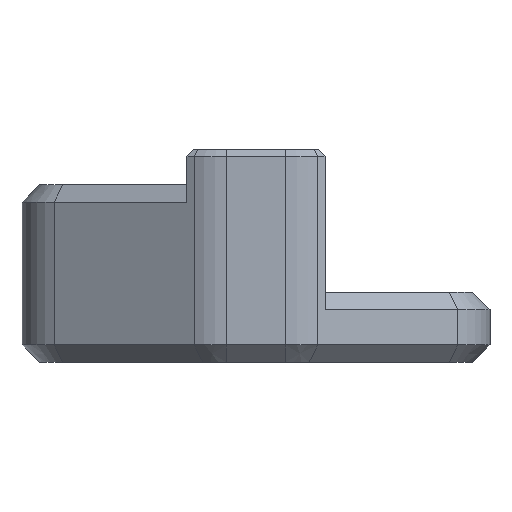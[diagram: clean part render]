
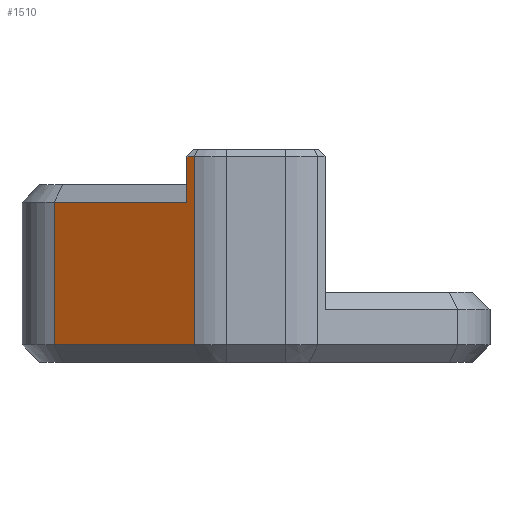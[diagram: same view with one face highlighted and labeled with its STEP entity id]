
A CAD part, left-side view. The second image highlights one B-rep face of the part: STEP entity #1510.
In plain terms, the highlighted planar face has unit normal (-0.866, 0.5, 0).
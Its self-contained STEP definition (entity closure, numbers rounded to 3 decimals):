
#51 = PLANE ( 'NONE',  #5357 ) ;
#340 = EDGE_CURVE ( 'NONE', #7475, #6323, #8112, .T. ) ;
#557 = VECTOR ( 'NONE', #1403, 1000. ) ;
#560 = CARTESIAN_POINT ( 'NONE',  ( -12.175, 8.625, 6.85 ) ) ;
#725 = LINE ( 'NONE', #8840, #3117 ) ;
#827 = CARTESIAN_POINT ( 'NONE',  ( -12.175, 8.625, 0.75 ) ) ;
#852 = EDGE_CURVE ( 'NONE', #2010, #10438, #6133, .T. ) ;
#920 = DIRECTION ( 'NONE',  ( -0.866, 0.5, 0. ) ) ;
#1045 = ORIENTED_EDGE ( 'NONE', *, *, #852, .T. ) ;
#1177 = VECTOR ( 'NONE', #8092, 1000. ) ;
#1403 = DIRECTION ( 'NONE',  ( 0., 0., 1. ) ) ;
#1510 = ADVANCED_FACE ( 'NONE', ( #7383 ), #51, .T. ) ;
#1548 = DIRECTION ( 'NONE',  ( 0.5, 0.866, 0. ) ) ;
#1571 = CARTESIAN_POINT ( 'NONE',  ( -15.632, 2.638, 4.775 ) ) ;
#2010 = VERTEX_POINT ( 'NONE', #8407 ) ;
#2058 = EDGE_CURVE ( 'NONE', #7475, #3185, #2623, .T. ) ;
#2469 = CARTESIAN_POINT ( 'NONE',  ( -13.903, 5.632, 6.85 ) ) ;
#2623 = LINE ( 'NONE', #4392, #4664 ) ;
#2848 = EDGE_CURVE ( 'NONE', #10438, #5498, #9798, .T. ) ;
#3117 = VECTOR ( 'NONE', #1548, 1000. ) ;
#3185 = VERTEX_POINT ( 'NONE', #827 ) ;
#4025 = LINE ( 'NONE', #10493, #7833 ) ;
#4159 = EDGE_CURVE ( 'NONE', #3185, #5498, #4025, .T. ) ;
#4208 = ORIENTED_EDGE ( 'NONE', *, *, #340, .T. ) ;
#4218 = DIRECTION ( 'NONE',  ( -0.5, -0.866, 0. ) ) ;
#4392 = CARTESIAN_POINT ( 'NONE',  ( -15.632, 2.638, 0.75 ) ) ;
#4555 = ORIENTED_EDGE ( 'NONE', *, *, #8294, .T. ) ;
#4664 = VECTOR ( 'NONE', #7613, 1000. ) ;
#4817 = DIRECTION ( 'NONE',  ( 0., 0., 1. ) ) ;
#5007 = CARTESIAN_POINT ( 'NONE',  ( -12.17, 8.634, 0.74 ) ) ;
#5025 = ORIENTED_EDGE ( 'NONE', *, *, #4159, .F. ) ;
#5357 = AXIS2_PLACEMENT_3D ( 'NONE', #5007, #920, #4218 ) ;
#5404 = CARTESIAN_POINT ( 'NONE',  ( -15.452, 2.95, 4.775 ) ) ;
#5498 = VERTEX_POINT ( 'NONE', #560 ) ;
#5871 = ORIENTED_EDGE ( 'NONE', *, *, #2848, .T. ) ;
#6133 = LINE ( 'NONE', #5404, #10551 ) ;
#6323 = VERTEX_POINT ( 'NONE', #9926 ) ;
#7383 = FACE_OUTER_BOUND ( 'NONE', #7423, .T. ) ;
#7423 = EDGE_LOOP ( 'NONE', ( #8358, #4208, #4555, #1045, #5871, #5025 ) ) ;
#7475 = VERTEX_POINT ( 'NONE', #9565 ) ;
#7613 = DIRECTION ( 'NONE',  ( 0.5, 0.866, 0. ) ) ;
#7659 = CARTESIAN_POINT ( 'NONE',  ( -15.452, 2.95, 6.85 ) ) ;
#7833 = VECTOR ( 'NONE', #4817, 1000. ) ;
#8092 = DIRECTION ( 'NONE',  ( 0.5, 0.866, 0. ) ) ;
#8112 = LINE ( 'NONE', #1571, #557 ) ;
#8294 = EDGE_CURVE ( 'NONE', #6323, #2010, #725, .T. ) ;
#8358 = ORIENTED_EDGE ( 'NONE', *, *, #2058, .F. ) ;
#8407 = CARTESIAN_POINT ( 'NONE',  ( -15.452, 2.95, 8.8 ) ) ;
#8665 = DIRECTION ( 'NONE',  ( 0., 0., -1. ) ) ;
#8840 = CARTESIAN_POINT ( 'NONE',  ( -13.903, 5.632, 8.8 ) ) ;
#9565 = CARTESIAN_POINT ( 'NONE',  ( -15.632, 2.638, 0.75 ) ) ;
#9798 = LINE ( 'NONE', #2469, #1177 ) ;
#9926 = CARTESIAN_POINT ( 'NONE',  ( -15.632, 2.638, 8.8 ) ) ;
#10438 = VERTEX_POINT ( 'NONE', #7659 ) ;
#10493 = CARTESIAN_POINT ( 'NONE',  ( -12.175, 8.625, 3.8 ) ) ;
#10551 = VECTOR ( 'NONE', #8665, 1000. ) ;
